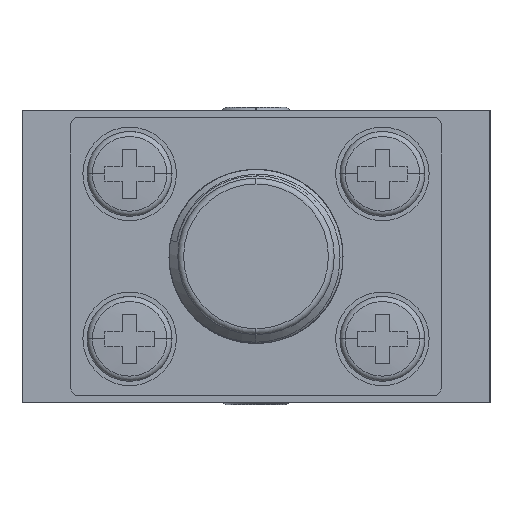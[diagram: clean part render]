
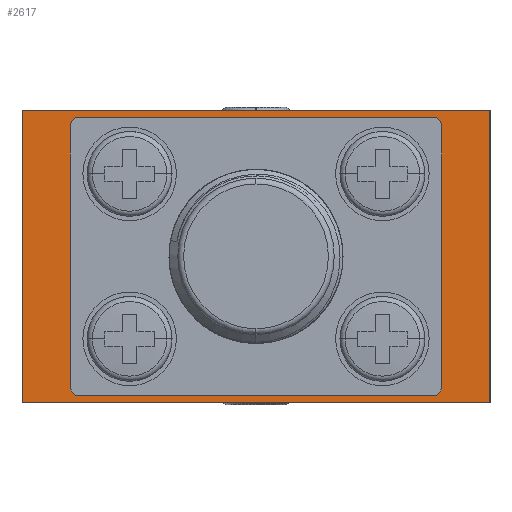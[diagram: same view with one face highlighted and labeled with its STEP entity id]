
A CAD part, left-side view. The second image highlights one B-rep face of the part: STEP entity #2617.
In plain terms, the highlighted planar face has unit normal (-1, 0, 0).
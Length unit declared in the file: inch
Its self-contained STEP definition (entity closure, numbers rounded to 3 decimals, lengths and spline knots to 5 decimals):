
#1090 = DIRECTION ( 'NONE',  ( 0., 0., -1. ) ) ;
#2420 = ORIENTED_EDGE ( 'NONE', *, *, #49653, .T. ) ;
#2617 = ADVANCED_FACE ( 'NONE', ( #5841, #6940, #11119, #31899 ), #18903, .T. ) ;
#2814 = CIRCLE ( 'NONE', #46270, 0.03346 ) ;
#3030 = AXIS2_PLACEMENT_3D ( 'NONE', #13719, #30612, #16788 ) ;
#3534 = ORIENTED_EDGE ( 'NONE', *, *, #49006, .T. ) ;
#3656 = CIRCLE ( 'NONE', #14307, 0.03346 ) ;
#4135 = EDGE_CURVE ( 'NONE', #36197, #46010, #25234, .T. ) ;
#4144 = EDGE_LOOP ( 'NONE', ( #9464, #45257 ) ) ;
#4409 = CARTESIAN_POINT ( 'NONE',  ( -0.45276, -0.14173, -0.0189 ) ) ;
#4613 = EDGE_CURVE ( 'NONE', #32371, #19002, #17770, .T. ) ;
#4889 = CARTESIAN_POINT ( 'NONE',  ( -0.45276, 0.31496, -0.21575 ) ) ;
#5841 = FACE_BOUND ( 'NONE', #53979, .T. ) ;
#6940 = FACE_BOUND ( 'NONE', #4144, .T. ) ;
#7141 = AXIS2_PLACEMENT_3D ( 'NONE', #39976, #10297, #31625 ) ;
#7639 = CARTESIAN_POINT ( 'NONE',  ( -0.45276, 0.20866, -0.0189 ) ) ;
#7903 = VERTEX_POINT ( 'NONE', #53324 ) ;
#8045 = CARTESIAN_POINT ( 'NONE',  ( -0.45276, 0., -0.0189 ) ) ;
#9460 = ORIENTED_EDGE ( 'NONE', *, *, #4613, .F. ) ;
#9464 = ORIENTED_EDGE ( 'NONE', *, *, #18917, .F. ) ;
#10297 = DIRECTION ( 'NONE',  ( -1., 0., 0. ) ) ;
#11119 = FACE_BOUND ( 'NONE', #35780, .T. ) ;
#11373 = CIRCLE ( 'NONE', #51268, 0.03346 ) ;
#12831 = EDGE_CURVE ( 'NONE', #37993, #19002, #34001, .T. ) ;
#12841 = CARTESIAN_POINT ( 'NONE',  ( -0.45276, -0.1752, -0.0189 ) ) ;
#13719 = CARTESIAN_POINT ( 'NONE',  ( -0.45276, -0.1752, -0.0189 ) ) ;
#14055 = VERTEX_POINT ( 'NONE', #37490 ) ;
#14307 = AXIS2_PLACEMENT_3D ( 'NONE', #12841, #45886, #25094 ) ;
#15397 = CIRCLE ( 'NONE', #25172, 0.08858 ) ;
#16788 = DIRECTION ( 'NONE',  ( 0., -1., 0. ) ) ;
#16914 = ORIENTED_EDGE ( 'NONE', *, *, #30727, .F. ) ;
#17770 = LINE ( 'NONE', #48562, #52690 ) ;
#18033 = ORIENTED_EDGE ( 'NONE', *, *, #21746, .F. ) ;
#18084 = CARTESIAN_POINT ( 'NONE',  ( -0.45276, -0.31496, 0.17795 ) ) ;
#18455 = DIRECTION ( 'NONE',  ( 0., 0., 1. ) ) ;
#18903 = PLANE ( 'NONE',  #7141 ) ;
#18917 = EDGE_CURVE ( 'NONE', #7903, #39401, #11373, .T. ) ;
#19002 = VERTEX_POINT ( 'NONE', #19702 ) ;
#19702 = CARTESIAN_POINT ( 'NONE',  ( -0.45276, -0.31496, -0.21575 ) ) ;
#21440 = CARTESIAN_POINT ( 'NONE',  ( -0.45276, 0.31496, -0.21575 ) ) ;
#21746 = EDGE_CURVE ( 'NONE', #37993, #39188, #22083, .T. ) ;
#21843 = DIRECTION ( 'NONE',  ( 0., -1., 0. ) ) ;
#22083 = LINE ( 'NONE', #43438, #52485 ) ;
#22253 = DIRECTION ( 'NONE',  ( 0., -1., 0. ) ) ;
#23299 = LINE ( 'NONE', #31273, #33669 ) ;
#23940 = DIRECTION ( 'NONE',  ( 0., 1., 0. ) ) ;
#24762 = DIRECTION ( 'NONE',  ( 0., 1., 0. ) ) ;
#25094 = DIRECTION ( 'NONE',  ( 0., 1., 0. ) ) ;
#25172 = AXIS2_PLACEMENT_3D ( 'NONE', #40839, #28582, #24762 ) ;
#25234 = CIRCLE ( 'NONE', #3030, 0.03346 ) ;
#25866 = CARTESIAN_POINT ( 'NONE',  ( -0.45276, 0.1752, -0.0189 ) ) ;
#26356 = CARTESIAN_POINT ( 'NONE',  ( -0.45276, -0.20866, -0.0189 ) ) ;
#27463 = VERTEX_POINT ( 'NONE', #34958 ) ;
#27937 = ORIENTED_EDGE ( 'NONE', *, *, #4135, .F. ) ;
#28582 = DIRECTION ( 'NONE',  ( 1., 0., 0. ) ) ;
#30612 = DIRECTION ( 'NONE',  ( -1., 0., 0. ) ) ;
#30727 = EDGE_CURVE ( 'NONE', #46010, #36197, #3656, .T. ) ;
#31273 = CARTESIAN_POINT ( 'NONE',  ( -0.45276, -0.31496, 0.17795 ) ) ;
#31625 = DIRECTION ( 'NONE',  ( 0., 0., 1. ) ) ;
#31628 = ORIENTED_EDGE ( 'NONE', *, *, #41253, .T. ) ;
#31799 = EDGE_CURVE ( 'NONE', #39401, #7903, #2814, .T. ) ;
#31899 = FACE_OUTER_BOUND ( 'NONE', #34633, .T. ) ;
#32371 = VERTEX_POINT ( 'NONE', #18084 ) ;
#33669 = VECTOR ( 'NONE', #44927, 39.37008 ) ;
#34001 = LINE ( 'NONE', #4889, #41200 ) ;
#34633 = EDGE_LOOP ( 'NONE', ( #3534, #18033, #35971, #9460 ) ) ;
#34958 = CARTESIAN_POINT ( 'NONE',  ( -0.45276, -0.08858, -0.0189 ) ) ;
#35780 = EDGE_LOOP ( 'NONE', ( #27937, #16914 ) ) ;
#35971 = ORIENTED_EDGE ( 'NONE', *, *, #12831, .T. ) ;
#36197 = VERTEX_POINT ( 'NONE', #26356 ) ;
#36359 = DIRECTION ( 'NONE',  ( -1., 0., 0. ) ) ;
#37490 = CARTESIAN_POINT ( 'NONE',  ( -0.45276, 0.08858, -0.0189 ) ) ;
#37993 = VERTEX_POINT ( 'NONE', #21440 ) ;
#38267 = DIRECTION ( 'NONE',  ( 1., 0., 0. ) ) ;
#39188 = VERTEX_POINT ( 'NONE', #52623 ) ;
#39401 = VERTEX_POINT ( 'NONE', #7639 ) ;
#39976 = CARTESIAN_POINT ( 'NONE',  ( -0.45276, 0.31496, 0. ) ) ;
#40839 = CARTESIAN_POINT ( 'NONE',  ( -0.45276, 0., -0.0189 ) ) ;
#41115 = CARTESIAN_POINT ( 'NONE',  ( -0.45276, 0.1752, -0.0189 ) ) ;
#41200 = VECTOR ( 'NONE', #21843, 39.37008 ) ;
#41253 = EDGE_CURVE ( 'NONE', #14055, #27463, #15397, .T. ) ;
#41370 = DIRECTION ( 'NONE',  ( 0., -1., 0. ) ) ;
#42787 = DIRECTION ( 'NONE',  ( -1., 0., 0. ) ) ;
#43438 = CARTESIAN_POINT ( 'NONE',  ( -0.45276, 0.31496, -0.21575 ) ) ;
#44927 = DIRECTION ( 'NONE',  ( 0., 1., 0. ) ) ;
#45257 = ORIENTED_EDGE ( 'NONE', *, *, #31799, .F. ) ;
#45886 = DIRECTION ( 'NONE',  ( -1., 0., 0. ) ) ;
#46010 = VERTEX_POINT ( 'NONE', #4409 ) ;
#46270 = AXIS2_PLACEMENT_3D ( 'NONE', #41115, #36359, #23940 ) ;
#48562 = CARTESIAN_POINT ( 'NONE',  ( -0.45276, -0.31496, 0.17795 ) ) ;
#49006 = EDGE_CURVE ( 'NONE', #32371, #39188, #23299, .T. ) ;
#49653 = EDGE_CURVE ( 'NONE', #27463, #14055, #49755, .T. ) ;
#49755 = CIRCLE ( 'NONE', #51542, 0.08858 ) ;
#51268 = AXIS2_PLACEMENT_3D ( 'NONE', #25866, #42787, #22253 ) ;
#51542 = AXIS2_PLACEMENT_3D ( 'NONE', #8045, #38267, #41370 ) ;
#52485 = VECTOR ( 'NONE', #18455, 39.37008 ) ;
#52623 = CARTESIAN_POINT ( 'NONE',  ( -0.45276, 0.31496, 0.17795 ) ) ;
#52690 = VECTOR ( 'NONE', #1090, 39.37008 ) ;
#53324 = CARTESIAN_POINT ( 'NONE',  ( -0.45276, 0.14173, -0.0189 ) ) ;
#53979 = EDGE_LOOP ( 'NONE', ( #31628, #2420 ) ) ;
